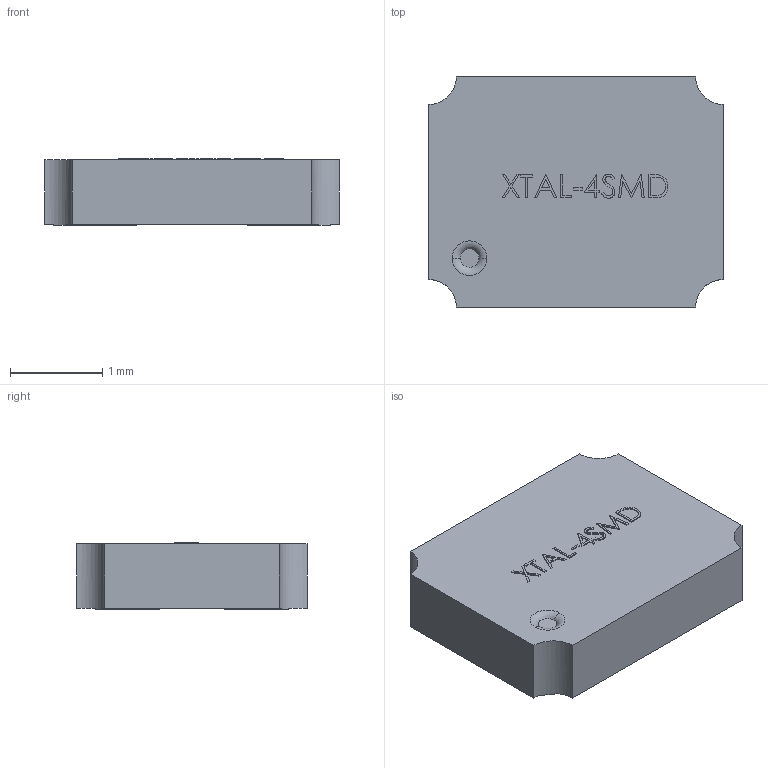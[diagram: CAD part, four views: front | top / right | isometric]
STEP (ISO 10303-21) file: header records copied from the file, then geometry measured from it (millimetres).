
FILE_DESCRIPTION (( 'STEP AP214' ), '1' );
FILE_NAME ('XTAL4SMD.STEP', '2015-12-02T20:23:00', ( 'student' ), ( 'Microsoft' ), 'SwSTEP 2.0', 'SolidWorks 2014', '' );
FILE_SCHEMA (( 'AUTOMOTIVE_DESIGN' ));
Length unit declared in the file: millimetre
Products named in the file (1): XTAL4SMD
Bounding box: 3.2 x 2.5 x 0.72 mm (x, y, z)
Volume: 5.4 mm3; surface area: 23.3 mm2
Topology: 1 solids, 1 shells, 142 faces, 381 edges, 254 vertices
Faces by surface type: plane 114, bspline 22, cylinder 4, torus 2
Entity records: 6922 total; most frequent: CARTESIAN_POINT 1968, ORIENTED_EDGE 762, DIRECTION 601, EDGE_CURVE 381, LINE 315, VECTOR 315, VERTEX_POINT 254, EDGE_LOOP 155
